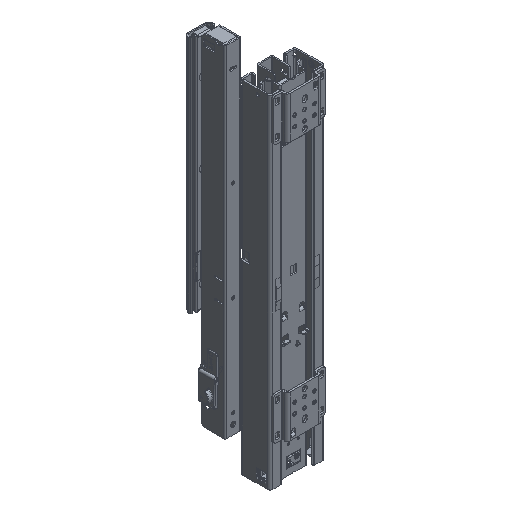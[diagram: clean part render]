
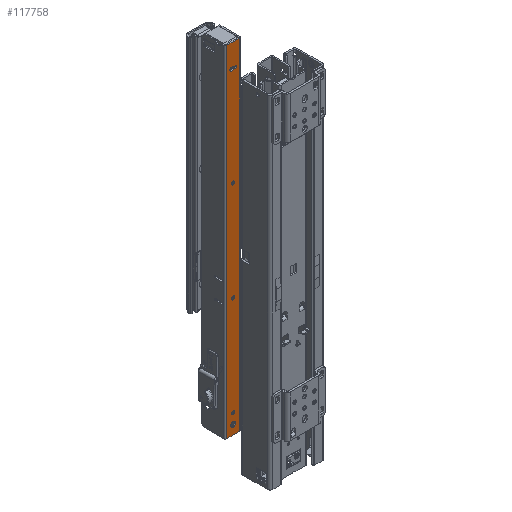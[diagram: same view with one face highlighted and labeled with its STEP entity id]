
A CAD part, isometric view. The second image highlights one B-rep face of the part: STEP entity #117758.
In plain terms, the highlighted planar face has unit normal (0, -1, 0).
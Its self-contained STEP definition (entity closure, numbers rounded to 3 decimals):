
#111 = DIRECTION ( 'NONE',  ( 0., 1., 0. ) ) ;
#611 = LINE ( 'NONE', #42548, #109189 ) ;
#733 = CARTESIAN_POINT ( 'NONE',  ( 197., 0., 0. ) ) ;
#3636 = ORIENTED_EDGE ( 'NONE', *, *, #15990, .T. ) ;
#4547 = CARTESIAN_POINT ( 'NONE',  ( 517., 0., 0. ) ) ;
#5598 = CARTESIAN_POINT ( 'NONE',  ( 0., 0., -48.5 ) ) ;
#6221 = FACE_BOUND ( 'NONE', #37776, .T. ) ;
#6307 = LINE ( 'NONE', #65451, #119671 ) ;
#6813 = DIRECTION ( 'NONE',  ( -1., 0., 0. ) ) ;
#8305 = CIRCLE ( 'NONE', #54499, 2.5 ) ;
#8802 = DIRECTION ( 'NONE',  ( 0., 0., 1. ) ) ;
#9086 = VERTEX_POINT ( 'NONE', #123577 ) ;
#9162 = CARTESIAN_POINT ( 'NONE',  ( 548., 0., 48.5 ) ) ;
#9524 = VECTOR ( 'NONE', #9779, 1000. ) ;
#9779 = DIRECTION ( 'NONE',  ( 0., 0., -1. ) ) ;
#10461 = CARTESIAN_POINT ( 'NONE',  ( 197., 0., 0. ) ) ;
#10989 = CARTESIAN_POINT ( 'NONE',  ( 39.5, 0., 3. ) ) ;
#12784 = CARTESIAN_POINT ( 'NONE',  ( 199.5, 0., 0. ) ) ;
#13232 = EDGE_CURVE ( 'NONE', #44743, #9086, #49160, .T. ) ;
#13931 = ORIENTED_EDGE ( 'NONE', *, *, #108765, .T. ) ;
#14442 = FACE_OUTER_BOUND ( 'NONE', #119600, .T. ) ;
#15990 = EDGE_CURVE ( 'NONE', #53179, #49792, #65742, .T. ) ;
#16246 = EDGE_CURVE ( 'NONE', #46938, #60899, #28658, .T. ) ;
#20067 = CARTESIAN_POINT ( 'NONE',  ( 517., 0., -2.5 ) ) ;
#21110 = LINE ( 'NONE', #77102, #54064 ) ;
#21415 = EDGE_CURVE ( 'NONE', #22516, #66591, #76662, .T. ) ;
#22413 = AXIS2_PLACEMENT_3D ( 'NONE', #54652, #93045, #6813 ) ;
#22516 = VERTEX_POINT ( 'NONE', #81249 ) ;
#22927 = CARTESIAN_POINT ( 'NONE',  ( 533., 0., 0. ) ) ;
#24737 = CARTESIAN_POINT ( 'NONE',  ( 0., 0., 10.35 ) ) ;
#24798 = DIRECTION ( 'NONE',  ( 0., 1., 0. ) ) ;
#26450 = VERTEX_POINT ( 'NONE', #48722 ) ;
#27537 = DIRECTION ( 'NONE',  ( 0., 0., 1. ) ) ;
#28658 = LINE ( 'NONE', #9162, #9524 ) ;
#28839 = AXIS2_PLACEMENT_3D ( 'NONE', #65905, #114869, #27537 ) ;
#30273 = VECTOR ( 'NONE', #122031, 1000. ) ;
#33498 = DIRECTION ( 'NONE',  ( 0., -1., 0. ) ) ;
#33563 = AXIS2_PLACEMENT_3D ( 'NONE', #75592, #102630, #103248 ) ;
#34107 = DIRECTION ( 'NONE',  ( 0., 0., -1. ) ) ;
#34711 = CARTESIAN_POINT ( 'NONE',  ( 548., 0., -10.35 ) ) ;
#35175 = PLANE ( 'NONE',  #47154 ) ;
#36249 = EDGE_CURVE ( 'NONE', #26450, #66155, #8305, .T. ) ;
#36734 = CIRCLE ( 'NONE', #93031, 2.5 ) ;
#37077 = ORIENTED_EDGE ( 'NONE', *, *, #36249, .F. ) ;
#37699 = ORIENTED_EDGE ( 'NONE', *, *, #39912, .T. ) ;
#37776 = EDGE_LOOP ( 'NONE', ( #37077, #123205 ) ) ;
#38480 = ORIENTED_EDGE ( 'NONE', *, *, #86074, .T. ) ;
#39912 = EDGE_CURVE ( 'NONE', #43316, #84702, #36734, .T. ) ;
#40782 = AXIS2_PLACEMENT_3D ( 'NONE', #62499, #110903, #112739 ) ;
#41792 = CIRCLE ( 'NONE', #124085, 2.5 ) ;
#42116 = FACE_BOUND ( 'NONE', #72651, .T. ) ;
#42548 = CARTESIAN_POINT ( 'NONE',  ( 0., 0., 10.35 ) ) ;
#43316 = VERTEX_POINT ( 'NONE', #12784 ) ;
#44311 = ORIENTED_EDGE ( 'NONE', *, *, #88873, .T. ) ;
#44334 = CARTESIAN_POINT ( 'NONE',  ( 359.5, 0., 0. ) ) ;
#44743 = VERTEX_POINT ( 'NONE', #57241 ) ;
#45196 = AXIS2_PLACEMENT_3D ( 'NONE', #22927, #24798, #108457 ) ;
#46082 = CARTESIAN_POINT ( 'NONE',  ( 517., 0., 0. ) ) ;
#46938 = VERTEX_POINT ( 'NONE', #54799 ) ;
#47154 = AXIS2_PLACEMENT_3D ( 'NONE', #5598, #101237, #110655 ) ;
#47325 = DIRECTION ( 'NONE',  ( 0., 0., -1. ) ) ;
#47593 = VERTEX_POINT ( 'NONE', #92510 ) ;
#48722 = CARTESIAN_POINT ( 'NONE',  ( 517., 0., 2.5 ) ) ;
#48859 = EDGE_CURVE ( 'NONE', #60899, #47593, #83759, .T. ) ;
#49160 = CIRCLE ( 'NONE', #45196, 4. ) ;
#49792 = VERTEX_POINT ( 'NONE', #10989 ) ;
#51757 = CIRCLE ( 'NONE', #115787, 2.5 ) ;
#53179 = VERTEX_POINT ( 'NONE', #58662 ) ;
#53601 = EDGE_CURVE ( 'NONE', #67869, #46938, #611, .T. ) ;
#53779 = ORIENTED_EDGE ( 'NONE', *, *, #21415, .T. ) ;
#54064 = VECTOR ( 'NONE', #70139, 1000. ) ;
#54499 = AXIS2_PLACEMENT_3D ( 'NONE', #4547, #33498, #34107 ) ;
#54652 = CARTESIAN_POINT ( 'NONE',  ( 357., 0., 0. ) ) ;
#54738 = ORIENTED_EDGE ( 'NONE', *, *, #53601, .F. ) ;
#54799 = CARTESIAN_POINT ( 'NONE',  ( 548., 0., 10.35 ) ) ;
#57241 = CARTESIAN_POINT ( 'NONE',  ( 533., 0., 4. ) ) ;
#58662 = CARTESIAN_POINT ( 'NONE',  ( 34.5, 0., 3. ) ) ;
#60899 = VERTEX_POINT ( 'NONE', #34711 ) ;
#62499 = CARTESIAN_POINT ( 'NONE',  ( 37., 0., -3. ) ) ;
#63526 = FACE_BOUND ( 'NONE', #65413, .T. ) ;
#64138 = FACE_BOUND ( 'NONE', #105758, .T. ) ;
#65413 = EDGE_LOOP ( 'NONE', ( #3636, #110181, #13931, #109527 ) ) ;
#65451 = CARTESIAN_POINT ( 'NONE',  ( 0., 0., 48.5 ) ) ;
#65742 = CIRCLE ( 'NONE', #33563, 2.5 ) ;
#65753 = AXIS2_PLACEMENT_3D ( 'NONE', #733, #111, #104560 ) ;
#65905 = CARTESIAN_POINT ( 'NONE',  ( 533., 0., 0. ) ) ;
#66155 = VERTEX_POINT ( 'NONE', #20067 ) ;
#66591 = VERTEX_POINT ( 'NONE', #44334 ) ;
#67328 = DIRECTION ( 'NONE',  ( 1., 0., 0. ) ) ;
#67869 = VERTEX_POINT ( 'NONE', #24737 ) ;
#68599 = ORIENTED_EDGE ( 'NONE', *, *, #16246, .F. ) ;
#69158 = CARTESIAN_POINT ( 'NONE',  ( 39.5, 0., -3. ) ) ;
#70126 = CARTESIAN_POINT ( 'NONE',  ( 34.5, 0., -3. ) ) ;
#70139 = DIRECTION ( 'NONE',  ( 0., 0., 1. ) ) ;
#72247 = ORIENTED_EDGE ( 'NONE', *, *, #13232, .T. ) ;
#72553 = EDGE_CURVE ( 'NONE', #47593, #67869, #6307, .T. ) ;
#72651 = EDGE_LOOP ( 'NONE', ( #72247, #38480 ) ) ;
#74707 = VERTEX_POINT ( 'NONE', #70126 ) ;
#75592 = CARTESIAN_POINT ( 'NONE',  ( 37., 0., 3. ) ) ;
#75937 = ORIENTED_EDGE ( 'NONE', *, *, #48859, .F. ) ;
#76098 = EDGE_CURVE ( 'NONE', #66155, #26450, #41792, .T. ) ;
#76460 = VERTEX_POINT ( 'NONE', #69158 ) ;
#76662 = CIRCLE ( 'NONE', #22413, 2.5 ) ;
#77102 = CARTESIAN_POINT ( 'NONE',  ( 34.5, 0., -3. ) ) ;
#81249 = CARTESIAN_POINT ( 'NONE',  ( 354.5, 0., 0. ) ) ;
#81526 = DIRECTION ( 'NONE',  ( -1., 0., 0. ) ) ;
#82333 = DIRECTION ( 'NONE',  ( -1., 0., 0. ) ) ;
#82391 = FACE_BOUND ( 'NONE', #110042, .T. ) ;
#83759 = LINE ( 'NONE', #86195, #30273 ) ;
#84204 = DIRECTION ( 'NONE',  ( 0., 1., 0. ) ) ;
#84472 = DIRECTION ( 'NONE',  ( 0., -1., 0. ) ) ;
#84702 = VERTEX_POINT ( 'NONE', #99260 ) ;
#86074 = EDGE_CURVE ( 'NONE', #9086, #44743, #111190, .T. ) ;
#86195 = CARTESIAN_POINT ( 'NONE',  ( 0., 0., -10.35 ) ) ;
#87239 = DIRECTION ( 'NONE',  ( 0., 1., 0. ) ) ;
#88873 = EDGE_CURVE ( 'NONE', #84702, #43316, #119939, .T. ) ;
#89505 = EDGE_CURVE ( 'NONE', #66591, #22516, #51757, .T. ) ;
#92510 = CARTESIAN_POINT ( 'NONE',  ( 0., 0., -10.35 ) ) ;
#93031 = AXIS2_PLACEMENT_3D ( 'NONE', #10461, #87239, #81526 ) ;
#93045 = DIRECTION ( 'NONE',  ( 0., 1., 0. ) ) ;
#93059 = LINE ( 'NONE', #102479, #114220 ) ;
#93630 = CARTESIAN_POINT ( 'NONE',  ( 357., 0., 0. ) ) ;
#95043 = CIRCLE ( 'NONE', #40782, 2.5 ) ;
#99260 = CARTESIAN_POINT ( 'NONE',  ( 194.5, 0., 0. ) ) ;
#101237 = DIRECTION ( 'NONE',  ( 0., -1., 0. ) ) ;
#101953 = EDGE_CURVE ( 'NONE', #49792, #76460, #93059, .T. ) ;
#102068 = EDGE_CURVE ( 'NONE', #74707, #53179, #21110, .T. ) ;
#102479 = CARTESIAN_POINT ( 'NONE',  ( 39.5, 0., 3. ) ) ;
#102630 = DIRECTION ( 'NONE',  ( 0., 1., 0. ) ) ;
#103248 = DIRECTION ( 'NONE',  ( -1., 0., 0. ) ) ;
#104560 = DIRECTION ( 'NONE',  ( -1., 0., 0. ) ) ;
#105401 = DIRECTION ( 'NONE',  ( 0., 0., -1. ) ) ;
#105758 = EDGE_LOOP ( 'NONE', ( #44311, #37699 ) ) ;
#108457 = DIRECTION ( 'NONE',  ( 0., 0., 1. ) ) ;
#108765 = EDGE_CURVE ( 'NONE', #76460, #74707, #95043, .T. ) ;
#109189 = VECTOR ( 'NONE', #67328, 1000. ) ;
#109527 = ORIENTED_EDGE ( 'NONE', *, *, #102068, .T. ) ;
#110042 = EDGE_LOOP ( 'NONE', ( #53779, #116103 ) ) ;
#110181 = ORIENTED_EDGE ( 'NONE', *, *, #101953, .T. ) ;
#110655 = DIRECTION ( 'NONE',  ( 0., 0., -1. ) ) ;
#110903 = DIRECTION ( 'NONE',  ( 0., 1., 0. ) ) ;
#111190 = CIRCLE ( 'NONE', #28839, 4. ) ;
#112739 = DIRECTION ( 'NONE',  ( -1., 0., 0. ) ) ;
#114220 = VECTOR ( 'NONE', #105401, 1000. ) ;
#114869 = DIRECTION ( 'NONE',  ( 0., 1., 0. ) ) ;
#115787 = AXIS2_PLACEMENT_3D ( 'NONE', #93630, #84204, #82333 ) ;
#116103 = ORIENTED_EDGE ( 'NONE', *, *, #89505, .T. ) ;
#117758 = ADVANCED_FACE ( 'NONE', ( #14442, #42116, #6221, #82391, #64138, #63526 ), #35175, .T. ) ;
#119600 = EDGE_LOOP ( 'NONE', ( #75937, #68599, #54738, #122995 ) ) ;
#119671 = VECTOR ( 'NONE', #8802, 1000. ) ;
#119939 = CIRCLE ( 'NONE', #65753, 2.5 ) ;
#122031 = DIRECTION ( 'NONE',  ( -1., 0., 0. ) ) ;
#122995 = ORIENTED_EDGE ( 'NONE', *, *, #72553, .F. ) ;
#123205 = ORIENTED_EDGE ( 'NONE', *, *, #76098, .F. ) ;
#123577 = CARTESIAN_POINT ( 'NONE',  ( 533., 0., -4. ) ) ;
#124085 = AXIS2_PLACEMENT_3D ( 'NONE', #46082, #84472, #47325 ) ;
